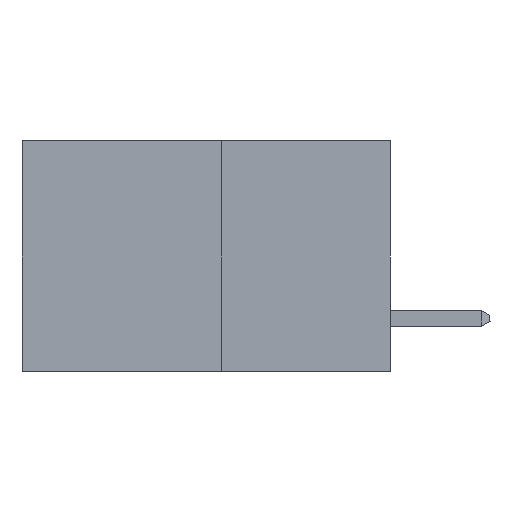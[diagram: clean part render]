
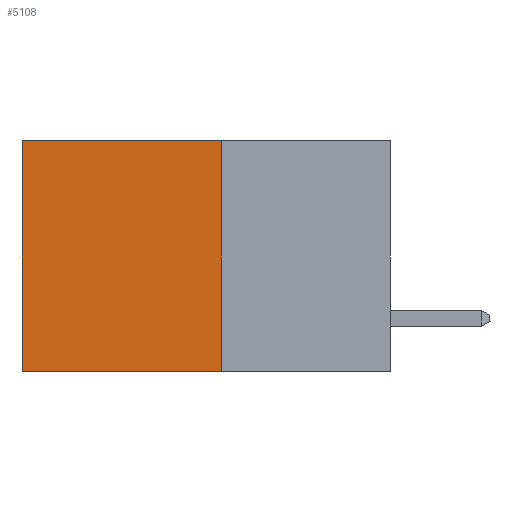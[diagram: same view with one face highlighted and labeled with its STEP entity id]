
A CAD part, left-side view. The second image highlights one B-rep face of the part: STEP entity #5108.
In plain terms, the highlighted planar face has unit normal (-1, 0, 0).
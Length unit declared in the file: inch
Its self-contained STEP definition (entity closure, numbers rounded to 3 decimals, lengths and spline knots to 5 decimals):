
#526 = EDGE_CURVE ( 'NONE', #1692, #13267, #3643, .T. ) ;
#642 = ORIENTED_EDGE ( 'NONE', *, *, #13370, .T. ) ;
#661 = ORIENTED_EDGE ( 'NONE', *, *, #2320, .F. ) ;
#676 = ORIENTED_EDGE ( 'NONE', *, *, #526, .F. ) ;
#688 = ORIENTED_EDGE ( 'NONE', *, *, #14508, .T. ) ;
#1692 = VERTEX_POINT ( 'NONE', #2958 ) ;
#2320 = EDGE_CURVE ( 'NONE', #13267, #14883, #15483, .T. ) ;
#2958 = CARTESIAN_POINT ( 'NONE',  ( 0.277, 0.27, 0. ) ) ;
#3643 = LINE ( 'NONE', #5928, #6620 ) ;
#5108 = ADVANCED_FACE ( 'NONE', ( #10897 ), #9617, .F. ) ;
#5578 = LINE ( 'NONE', #12241, #11729 ) ;
#5928 = CARTESIAN_POINT ( 'NONE',  ( 0.277, 0.27, -0.37 ) ) ;
#6150 = VECTOR ( 'NONE', #7859, 39.37008 ) ;
#6244 = CARTESIAN_POINT ( 'NONE',  ( 0.277, 0.27, -0.37 ) ) ;
#6620 = VECTOR ( 'NONE', #9085, 39.37008 ) ;
#7859 = DIRECTION ( 'NONE',  ( 0., 1., 0. ) ) ;
#7868 = AXIS2_PLACEMENT_3D ( 'NONE', #6244, #9511, #9372 ) ;
#8528 = LINE ( 'NONE', #13311, #14307 ) ;
#9085 = DIRECTION ( 'NONE',  ( 0., 0., -1. ) ) ;
#9372 = DIRECTION ( 'NONE',  ( 0., 0., -1. ) ) ;
#9511 = DIRECTION ( 'NONE',  ( 1., 0., 0. ) ) ;
#9617 = PLANE ( 'NONE',  #7868 ) ;
#10381 = EDGE_LOOP ( 'NONE', ( #642, #661, #676, #688 ) ) ;
#10674 = CARTESIAN_POINT ( 'NONE',  ( 0.277, 0.59, 0. ) ) ;
#10897 = FACE_OUTER_BOUND ( 'NONE', #10381, .T. ) ;
#11729 = VECTOR ( 'NONE', #13395, 39.37008 ) ;
#12241 = CARTESIAN_POINT ( 'NONE',  ( 0.277, 0.59, -0.37 ) ) ;
#13054 = CARTESIAN_POINT ( 'NONE',  ( 0.277, 0.59, -0.37 ) ) ;
#13193 = CARTESIAN_POINT ( 'NONE',  ( 0.277, 0.27, -0.37 ) ) ;
#13267 = VERTEX_POINT ( 'NONE', #13193 ) ;
#13311 = CARTESIAN_POINT ( 'NONE',  ( 0.277, 0.27, 0. ) ) ;
#13370 = EDGE_CURVE ( 'NONE', #14349, #14883, #5578, .T. ) ;
#13395 = DIRECTION ( 'NONE',  ( 0., 0., -1. ) ) ;
#13838 = CARTESIAN_POINT ( 'NONE',  ( 0.277, 0.27, -0.37 ) ) ;
#14307 = VECTOR ( 'NONE', #14377, 39.37008 ) ;
#14349 = VERTEX_POINT ( 'NONE', #10674 ) ;
#14377 = DIRECTION ( 'NONE',  ( 0., 1., 0. ) ) ;
#14508 = EDGE_CURVE ( 'NONE', #1692, #14349, #8528, .T. ) ;
#14883 = VERTEX_POINT ( 'NONE', #13054 ) ;
#15483 = LINE ( 'NONE', #13838, #6150 ) ;
